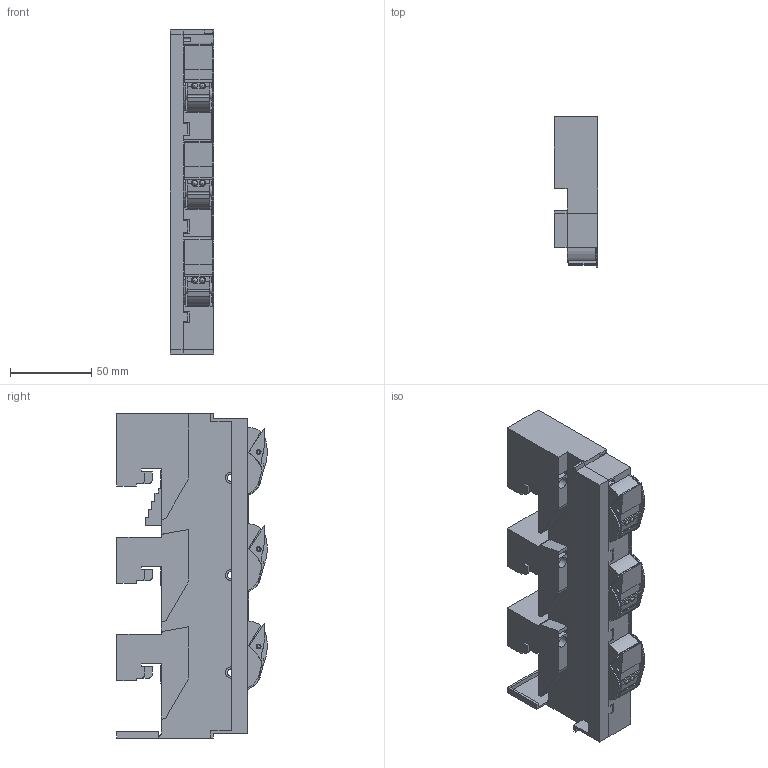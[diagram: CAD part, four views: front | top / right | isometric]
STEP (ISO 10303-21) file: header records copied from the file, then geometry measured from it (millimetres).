
FILE_DESCRIPTION(/* description */ ('STEP AP214'),/* implementation_level */ '2;1');
FILE_NAME(/* name */ '31955',/* time_stamp */ '2023-10-04T14:38:40+02:00',/* author */ ('License CC BY-ND 4.0'),/* organization */ ('CADENAS'),/* preprocessor_version */ 'ST-DEVELOPER v19.3',/* originating_system */ 'PARTsolutions',/* authorisation */ ' ');
FILE_SCHEMA (('AUTOMOTIVE_DESIGN {1 0 10303 214 3 1 1}'));
Length unit declared in the file: millimetre
Products named in the file (5): 31955; 79602LED; 79172000; 79169000; 79615000
Assembly tree (6 placements, depth 2):
  31955
    79602LED  x3
    79172000
    79169000
    79615000
Bounding box: 27 x 92.7 x 200 mm (x, y, z)
Volume: 219023.4 mm3; surface area: 102518.9 mm2
Topology: 6 solids, 6 shells, 570 faces, 1667 edges, 1109 vertices
Faces by surface type: plane 437, cylinder 124, sphere 6, cone 3
Full cylindrical faces by diameter (mm): 2.8 x6, 3 x9, 4.5 x3, 7 x15, 10 x3
Entity records: 17713 total; most frequent: CARTESIAN_POINT 2686, ORIENTED_EDGE 2652, DIRECTION 2465, EDGE_CURVE 1326, LINE 1117, VECTOR 1117, VERTEX_POINT 895, AXIS2_PLACEMENT_3D 674
